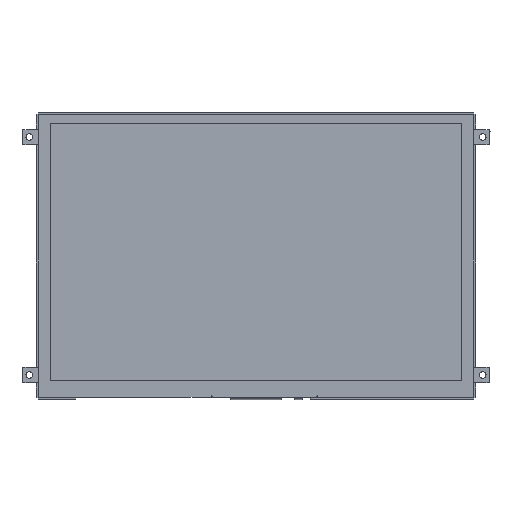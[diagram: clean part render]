
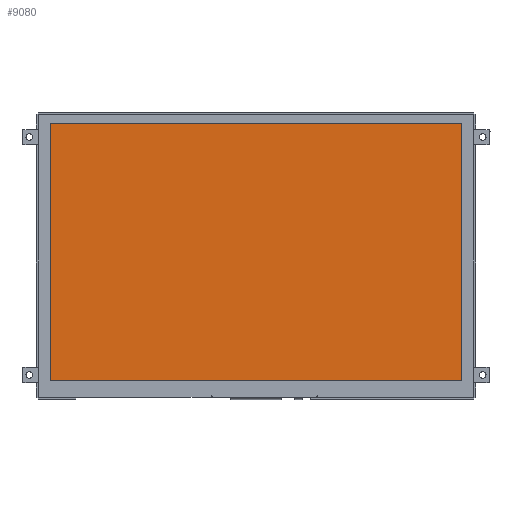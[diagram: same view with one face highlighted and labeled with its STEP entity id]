
A CAD part, top view. The second image highlights one B-rep face of the part: STEP entity #9080.
In plain terms, the highlighted planar face has unit normal (0, 0, 1).
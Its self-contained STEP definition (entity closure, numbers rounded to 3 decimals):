
#669=PLANE('',#9594);
#991=FACE_OUTER_BOUND('',#1373,.T.);
#1373=EDGE_LOOP('',(#6971,#6972,#6973,#6974));
#1777=LINE('',#12492,#2988);
#1781=LINE('',#12499,#2992);
#1784=LINE('',#12505,#2995);
#1786=LINE('',#12508,#2997);
#2988=VECTOR('',#10207,10.);
#2992=VECTOR('',#10213,10.);
#2995=VECTOR('',#10218,10.);
#2997=VECTOR('',#10222,10.);
#4354=VERTEX_POINT('',#12489);
#4355=VERTEX_POINT('',#12491);
#4357=VERTEX_POINT('',#12497);
#4359=VERTEX_POINT('',#12503);
#5530=EDGE_CURVE('',#4354,#4355,#1777,.T.);
#5534=EDGE_CURVE('',#4357,#4354,#1781,.T.);
#5537=EDGE_CURVE('',#4359,#4357,#1784,.T.);
#5539=EDGE_CURVE('',#4355,#4359,#1786,.T.);
#6971=ORIENTED_EDGE('',*,*,#5539,.F.);
#6972=ORIENTED_EDGE('',*,*,#5530,.F.);
#6973=ORIENTED_EDGE('',*,*,#5534,.F.);
#6974=ORIENTED_EDGE('',*,*,#5537,.F.);
#9080=ADVANCED_FACE('',(#991),#669,.F.);
#9594=AXIS2_PLACEMENT_3D('',#12509,#10223,#10224);
#10207=DIRECTION('',(0.,-1.,0.));
#10213=DIRECTION('',(1.,0.,0.));
#10218=DIRECTION('',(0.,1.,0.));
#10222=DIRECTION('',(-1.,0.,0.));
#10223=DIRECTION('center_axis',(0.,0.,-1.));
#10224=DIRECTION('ref_axis',(-1.,0.,0.));
#12489=CARTESIAN_POINT('',(224.224,145.979,4.2));
#12491=CARTESIAN_POINT('',(224.224,10.379,4.2));
#12492=CARTESIAN_POINT('',(224.224,10.379,4.2));
#12497=CARTESIAN_POINT('',(7.264,145.979,4.2));
#12499=CARTESIAN_POINT('',(224.224,145.979,4.2));
#12503=CARTESIAN_POINT('',(7.264,10.379,4.2));
#12505=CARTESIAN_POINT('',(7.264,145.979,4.2));
#12508=CARTESIAN_POINT('',(7.264,10.379,4.2));
#12509=CARTESIAN_POINT('Origin',(115.744,78.179,4.2));
